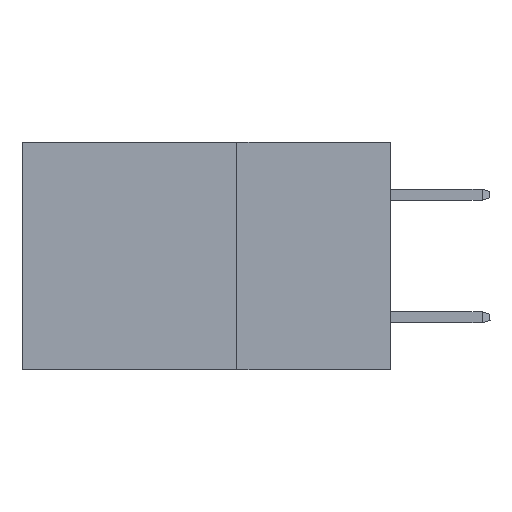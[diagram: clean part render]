
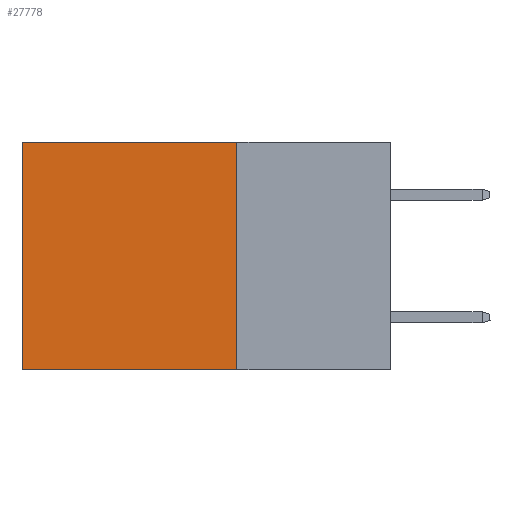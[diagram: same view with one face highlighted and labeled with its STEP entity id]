
A CAD part, left-side view. The second image highlights one B-rep face of the part: STEP entity #27778.
In plain terms, the highlighted planar face has unit normal (-1, 0, 0).
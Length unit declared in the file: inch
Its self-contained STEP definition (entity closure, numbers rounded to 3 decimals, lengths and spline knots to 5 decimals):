
#378 = CARTESIAN_POINT ( 'NONE',  ( 0.2875, 0.6, 0. ) ) ;
#665 = FACE_OUTER_BOUND ( 'NONE', #15523, .T. ) ;
#2164 = CARTESIAN_POINT ( 'NONE',  ( 0.2875, 0.6, 0. ) ) ;
#2952 = VECTOR ( 'NONE', #14749, 39.37008 ) ;
#3295 = CARTESIAN_POINT ( 'NONE',  ( 0.2875, 0.25, 0. ) ) ;
#4468 = DIRECTION ( 'NONE',  ( 0., 1., 0. ) ) ;
#4524 = VECTOR ( 'NONE', #25114, 39.37008 ) ;
#5432 = ORIENTED_EDGE ( 'NONE', *, *, #8509, .F. ) ;
#8509 = EDGE_CURVE ( 'NONE', #20438, #12430, #24646, .T. ) ;
#9976 = DIRECTION ( 'NONE',  ( 1., 0., 0. ) ) ;
#10017 = VECTOR ( 'NONE', #29327, 39.37008 ) ;
#10275 = EDGE_CURVE ( 'NONE', #24306, #19090, #20257, .T. ) ;
#11214 = ORIENTED_EDGE ( 'NONE', *, *, #12617, .F. ) ;
#12430 = VERTEX_POINT ( 'NONE', #24414 ) ;
#12617 = EDGE_CURVE ( 'NONE', #24306, #20438, #23898, .T. ) ;
#13238 = CARTESIAN_POINT ( 'NONE',  ( 0.2875, 0.25, 0. ) ) ;
#13403 = CARTESIAN_POINT ( 'NONE',  ( 0.2875, 0.25, 0. ) ) ;
#13952 = VECTOR ( 'NONE', #4468, 39.37008 ) ;
#14749 = DIRECTION ( 'NONE',  ( 0., 0., -1. ) ) ;
#14963 = EDGE_CURVE ( 'NONE', #19090, #12430, #19117, .T. ) ;
#15523 = EDGE_LOOP ( 'NONE', ( #28760, #5432, #11214, #29545 ) ) ;
#19090 = VERTEX_POINT ( 'NONE', #2164 ) ;
#19117 = LINE ( 'NONE', #378, #2952 ) ;
#19153 = PLANE ( 'NONE',  #23897 ) ;
#19308 = CARTESIAN_POINT ( 'NONE',  ( 0.2875, 0.25, 0. ) ) ;
#20257 = LINE ( 'NONE', #13403, #4524 ) ;
#20438 = VERTEX_POINT ( 'NONE', #29301 ) ;
#22775 = CARTESIAN_POINT ( 'NONE',  ( 0.2875, 0.25, -0.37 ) ) ;
#23726 = DIRECTION ( 'NONE',  ( 0., 0., -1. ) ) ;
#23897 = AXIS2_PLACEMENT_3D ( 'NONE', #3295, #9976, #23726 ) ;
#23898 = LINE ( 'NONE', #13238, #10017 ) ;
#24306 = VERTEX_POINT ( 'NONE', #19308 ) ;
#24414 = CARTESIAN_POINT ( 'NONE',  ( 0.2875, 0.6, -0.37 ) ) ;
#24646 = LINE ( 'NONE', #22775, #13952 ) ;
#25114 = DIRECTION ( 'NONE',  ( 0., 1., 0. ) ) ;
#27778 = ADVANCED_FACE ( 'NONE', ( #665 ), #19153, .F. ) ;
#28760 = ORIENTED_EDGE ( 'NONE', *, *, #14963, .T. ) ;
#29301 = CARTESIAN_POINT ( 'NONE',  ( 0.2875, 0.25, -0.37 ) ) ;
#29327 = DIRECTION ( 'NONE',  ( 0., 0., -1. ) ) ;
#29545 = ORIENTED_EDGE ( 'NONE', *, *, #10275, .T. ) ;
